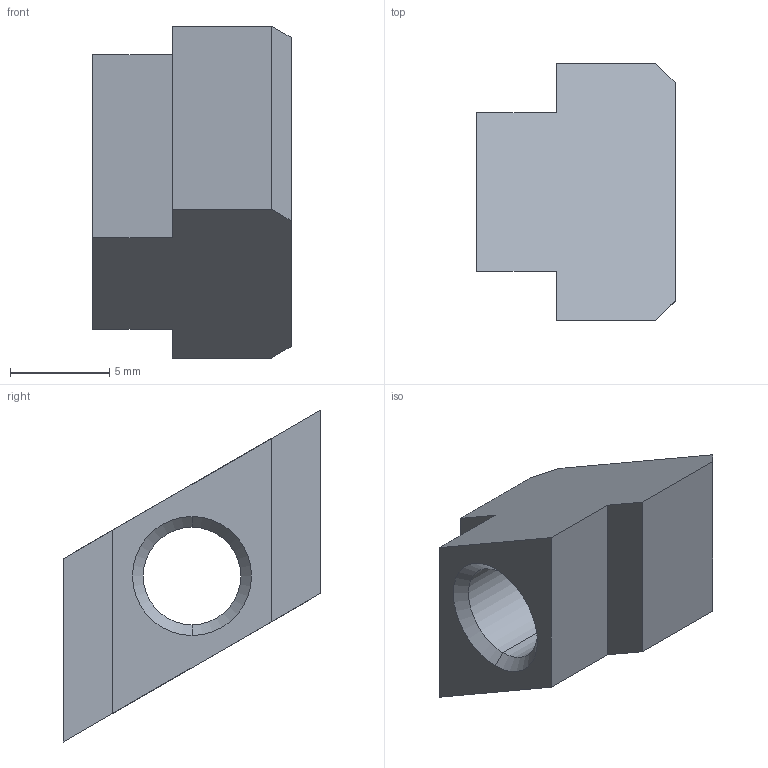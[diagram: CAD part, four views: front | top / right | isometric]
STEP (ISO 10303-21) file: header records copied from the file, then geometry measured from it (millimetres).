
FILE_DESCRIPTION(('HOOPS Exchange Step'),'2;1');
FILE_NAME('export-5D70DF0E-6BA8-4CED-AF44-DD9798E28A38.stp','2023-03-27T13:31:33+02:00',('Engineering'),('Alibre'),'HOOPS Exchange 2021.0','Alibre','Unknown authorisation');
FILE_SCHEMA( ('AP242_MANAGED_MODEL_BASED_3D_ENGINEERING_MIM_LF {1 0 10303 442 1 1 4 }') );
Length unit declared in the file: millimetre
Products named in the file (1): 6266 M6 T-nut Rhombus DIN508.1 for T-slot=8mm wide
Bounding box: 10 x 13 x 16.74 mm (x, y, z)
Volume: 812.2 mm3; surface area: 773.3 mm2
Topology: 1 solids, 1 shells, 18 faces, 45 edges, 29 vertices
Faces by surface type: plane 12, cone 4, cylinder 2
Entity records: 577 total; most frequent: CARTESIAN_POINT 94, DIRECTION 94, ORIENTED_EDGE 90, EDGE_CURVE 45, VECTOR 36, LINE 36, AXIS2_PLACEMENT_3D 29, VERTEX_POINT 29
